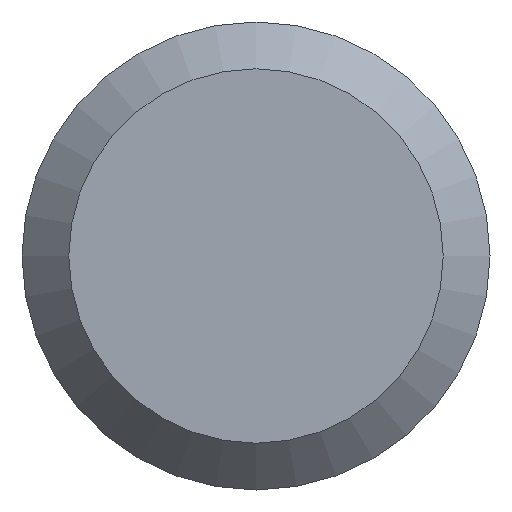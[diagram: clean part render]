
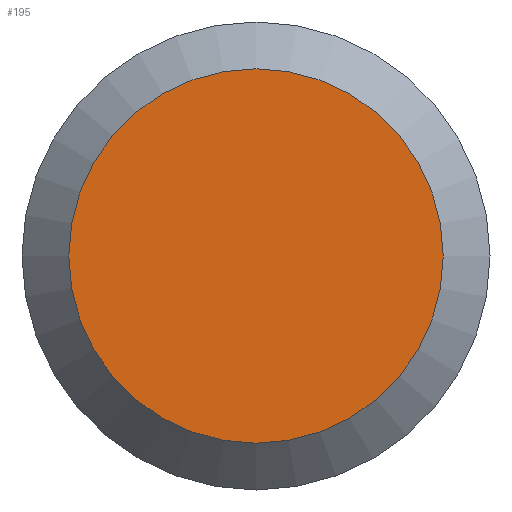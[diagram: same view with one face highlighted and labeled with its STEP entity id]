
A CAD part, left-side view. The second image highlights one B-rep face of the part: STEP entity #195.
In plain terms, the highlighted planar face has unit normal (-1, 0, 0).
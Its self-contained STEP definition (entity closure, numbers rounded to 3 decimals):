
#1 = VERTEX_POINT ( 'NONE', #98 ) ;
#3 = DIRECTION ( 'NONE',  ( 1., 0., 0. ) ) ;
#20 = CARTESIAN_POINT ( 'NONE',  ( -50., 0., 0. ) ) ;
#23 = AXIS2_PLACEMENT_3D ( 'NONE', #20, #33, #114 ) ;
#33 = DIRECTION ( 'NONE',  ( 1., 0., 0. ) ) ;
#63 = EDGE_LOOP ( 'NONE', ( #186 ) ) ;
#71 = AXIS2_PLACEMENT_3D ( 'NONE', #144, #3, #130 ) ;
#89 = EDGE_CURVE ( 'NONE', #1, #1, #200, .T. ) ;
#98 = CARTESIAN_POINT ( 'NONE',  ( -50., 1.6, 0. ) ) ;
#111 = FACE_OUTER_BOUND ( 'NONE', #63, .T. ) ;
#114 = DIRECTION ( 'NONE',  ( 0., 1., 0. ) ) ;
#130 = DIRECTION ( 'NONE',  ( 0., 1., 0. ) ) ;
#144 = CARTESIAN_POINT ( 'NONE',  ( -50., 0., 0. ) ) ;
#171 = PLANE ( 'NONE',  #71 ) ;
#186 = ORIENTED_EDGE ( 'NONE', *, *, #89, .F. ) ;
#195 = ADVANCED_FACE ( 'NONE', ( #111 ), #171, .F. ) ;
#200 = CIRCLE ( 'NONE', #23, 1.6 ) ;
